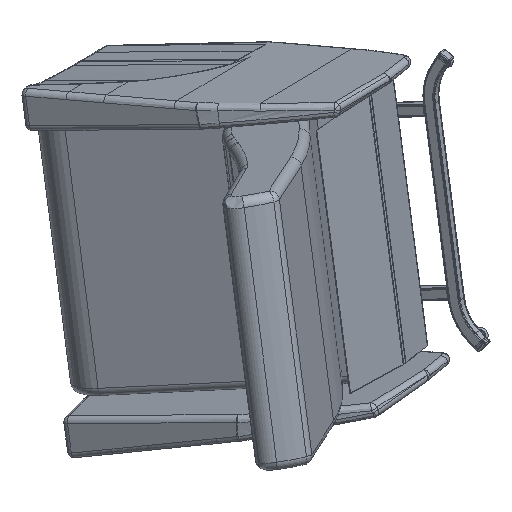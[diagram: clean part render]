
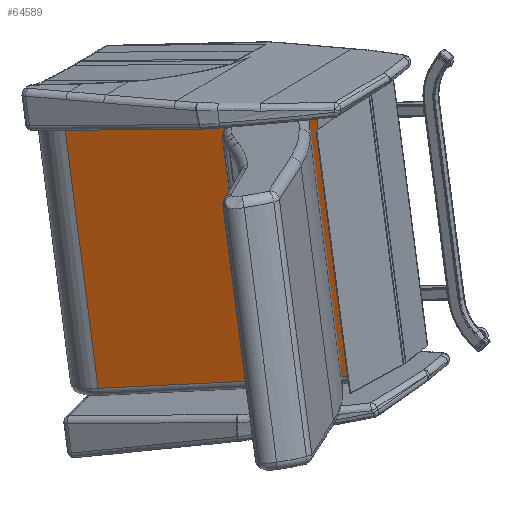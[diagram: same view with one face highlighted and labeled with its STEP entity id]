
A CAD part, isometric view. The second image highlights one B-rep face of the part: STEP entity #64589.
In plain terms, the highlighted face is planar.
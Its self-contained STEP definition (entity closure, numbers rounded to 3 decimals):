
#4001=PLANE('',#68780);
#6449=LINE('',#97654,#10054);
#6455=LINE('',#97673,#10060);
#6456=LINE('',#97675,#10061);
#6457=LINE('',#97676,#10062);
#10054=VECTOR('',#76308,0.394);
#10060=VECTOR('',#76332,0.394);
#10061=VECTOR('',#76333,0.394);
#10062=VECTOR('',#76334,0.394);
#14862=FACE_OUTER_BOUND('',#18764,.T.);
#18764=EDGE_LOOP('',(#45417,#45418,#45419,#45420));
#28702=VERTEX_POINT('',#97651);
#28703=VERTEX_POINT('',#97653);
#28707=VERTEX_POINT('',#97672);
#28708=VERTEX_POINT('',#97674);
#35285=EDGE_CURVE('',#28702,#28703,#6449,.T.);
#35295=EDGE_CURVE('',#28702,#28707,#6455,.T.);
#35296=EDGE_CURVE('',#28708,#28707,#6456,.T.);
#35297=EDGE_CURVE('',#28703,#28708,#6457,.T.);
#45417=ORIENTED_EDGE('',*,*,#35285,.F.);
#45418=ORIENTED_EDGE('',*,*,#35295,.T.);
#45419=ORIENTED_EDGE('',*,*,#35296,.F.);
#45420=ORIENTED_EDGE('',*,*,#35297,.F.);
#64589=ADVANCED_FACE('',(#14862),#4001,.T.);
#68780=AXIS2_PLACEMENT_3D('',#97671,#76330,#76331);
#76308=DIRECTION('',(0.,-1.,0.));
#76330=DIRECTION('center_axis',(-1.,0.,0.));
#76331=DIRECTION('ref_axis',(0.,1.,0.));
#76332=DIRECTION('',(0.,0.,-1.));
#76333=DIRECTION('',(0.,1.,0.));
#76334=DIRECTION('',(0.,0.,-1.));
#97651=CARTESIAN_POINT('',(0.063,23.502,-0.75));
#97653=CARTESIAN_POINT('',(0.063,3.002,-0.75));
#97654=CARTESIAN_POINT('',(0.063,12.101,-0.75));
#97671=CARTESIAN_POINT('Origin',(0.063,11.625,0.));
#97672=CARTESIAN_POINT('',(0.063,23.502,-22.25));
#97673=CARTESIAN_POINT('',(0.063,23.502,0.));
#97674=CARTESIAN_POINT('',(0.063,3.002,-22.25));
#97675=CARTESIAN_POINT('',(0.063,12.101,-22.25));
#97676=CARTESIAN_POINT('',(0.063,3.002,0.));
